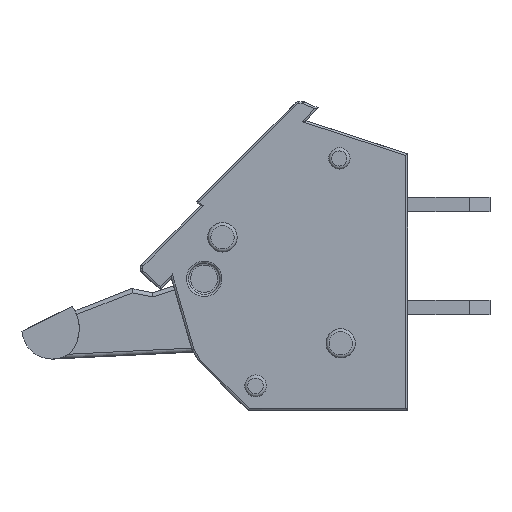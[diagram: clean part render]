
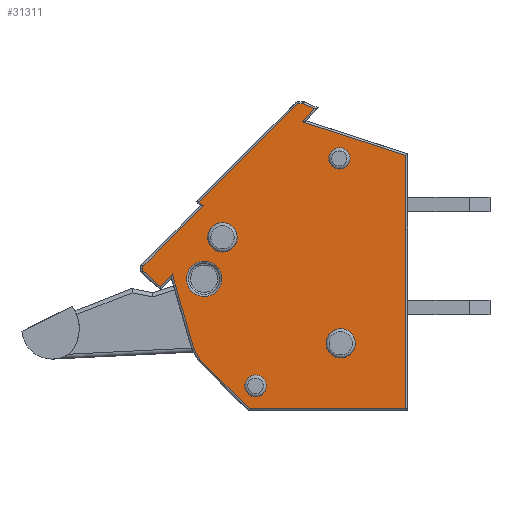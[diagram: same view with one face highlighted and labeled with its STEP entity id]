
A CAD part, left-side view. The second image highlights one B-rep face of the part: STEP entity #31311.
In plain terms, the highlighted planar face has unit normal (-1, 0, 0).
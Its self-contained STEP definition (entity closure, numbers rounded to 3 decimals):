
#188=FACE_BOUND('',#5019,.T.);
#189=FACE_BOUND('',#5020,.T.);
#190=FACE_BOUND('',#5021,.T.);
#191=FACE_BOUND('',#5022,.T.);
#192=FACE_BOUND('',#5023,.T.);
#3157=FACE_OUTER_BOUND('',#5018,.T.);
#5018=EDGE_LOOP('',(#28124,#28125,#28126,#28127,#28128,#28129,#28130,#28131,
#28132,#28133,#28134,#28135,#28136,#28137,#28138,#28139,#28140,#28141,#28142));
#5019=EDGE_LOOP('',(#28143));
#5020=EDGE_LOOP('',(#28144));
#5021=EDGE_LOOP('',(#28145));
#5022=EDGE_LOOP('',(#28146));
#5023=EDGE_LOOP('',(#28147));
#8380=LINE('',#52412,#11747);
#8381=LINE('',#52416,#11748);
#8382=LINE('',#52420,#11749);
#8383=LINE('',#52422,#11750);
#8384=LINE('',#52424,#11751);
#8385=LINE('',#52428,#11752);
#8386=LINE('',#52432,#11753);
#8387=LINE('',#52434,#11754);
#8388=LINE('',#52436,#11755);
#8389=LINE('',#52438,#11756);
#8390=LINE('',#52440,#11757);
#8391=LINE('',#52442,#11758);
#8392=LINE('',#52444,#11759);
#8393=LINE('',#52446,#11760);
#8394=LINE('',#52447,#11761);
#11747=VECTOR('',#43053,10.);
#11748=VECTOR('',#43056,10.);
#11749=VECTOR('',#43059,10.);
#11750=VECTOR('',#43060,10.);
#11751=VECTOR('',#43061,10.);
#11752=VECTOR('',#43064,10.);
#11753=VECTOR('',#43067,10.);
#11754=VECTOR('',#43068,10.);
#11755=VECTOR('',#43069,10.);
#11756=VECTOR('',#43070,10.);
#11757=VECTOR('',#43071,10.);
#11758=VECTOR('',#43072,10.);
#11759=VECTOR('',#43073,10.);
#11760=VECTOR('',#43074,10.);
#11761=VECTOR('',#43075,10.);
#12334=CIRCLE('',#34175,0.861);
#12338=CIRCLE('',#34181,0.15);
#12339=CIRCLE('',#34182,0.15);
#12340=CIRCLE('',#34183,0.15);
#12341=CIRCLE('',#34184,0.15);
#12342=CIRCLE('',#34185,0.715);
#12343=CIRCLE('',#34186,0.531);
#12344=CIRCLE('',#34187,0.518);
#12345=CIRCLE('',#34188,0.71);
#15041=VERTEX_POINT('',#52400);
#15044=VERTEX_POINT('',#52410);
#15045=VERTEX_POINT('',#52411);
#15046=VERTEX_POINT('',#52413);
#15047=VERTEX_POINT('',#52415);
#15048=VERTEX_POINT('',#52417);
#15049=VERTEX_POINT('',#52419);
#15050=VERTEX_POINT('',#52421);
#15051=VERTEX_POINT('',#52423);
#15052=VERTEX_POINT('',#52425);
#15053=VERTEX_POINT('',#52427);
#15054=VERTEX_POINT('',#52429);
#15055=VERTEX_POINT('',#52431);
#15056=VERTEX_POINT('',#52433);
#15057=VERTEX_POINT('',#52435);
#15058=VERTEX_POINT('',#52437);
#15059=VERTEX_POINT('',#52439);
#15060=VERTEX_POINT('',#52441);
#15061=VERTEX_POINT('',#52443);
#15062=VERTEX_POINT('',#52445);
#15063=VERTEX_POINT('',#52448);
#15064=VERTEX_POINT('',#52450);
#15065=VERTEX_POINT('',#52452);
#15066=VERTEX_POINT('',#52454);
#19410=EDGE_CURVE('',#15041,#15041,#12334,.T.);
#19415=EDGE_CURVE('',#15044,#15045,#8380,.T.);
#19416=EDGE_CURVE('',#15046,#15044,#12338,.T.);
#19417=EDGE_CURVE('',#15047,#15046,#8381,.T.);
#19418=EDGE_CURVE('',#15048,#15047,#12339,.T.);
#19419=EDGE_CURVE('',#15049,#15048,#8382,.T.);
#19420=EDGE_CURVE('',#15050,#15049,#8383,.T.);
#19421=EDGE_CURVE('',#15051,#15050,#8384,.T.);
#19422=EDGE_CURVE('',#15052,#15051,#12340,.T.);
#19423=EDGE_CURVE('',#15053,#15052,#8385,.T.);
#19424=EDGE_CURVE('',#15054,#15053,#12341,.T.);
#19425=EDGE_CURVE('',#15055,#15054,#8386,.T.);
#19426=EDGE_CURVE('',#15056,#15055,#8387,.T.);
#19427=EDGE_CURVE('',#15057,#15056,#8388,.T.);
#19428=EDGE_CURVE('',#15058,#15057,#8389,.T.);
#19429=EDGE_CURVE('',#15059,#15058,#8390,.T.);
#19430=EDGE_CURVE('',#15060,#15059,#8391,.T.);
#19431=EDGE_CURVE('',#15061,#15060,#8392,.T.);
#19432=EDGE_CURVE('',#15062,#15061,#8393,.T.);
#19433=EDGE_CURVE('',#15045,#15062,#8394,.T.);
#19434=EDGE_CURVE('',#15063,#15063,#12342,.T.);
#19435=EDGE_CURVE('',#15064,#15064,#12343,.T.);
#19436=EDGE_CURVE('',#15065,#15065,#12344,.T.);
#19437=EDGE_CURVE('',#15066,#15066,#12345,.T.);
#28124=ORIENTED_EDGE('',*,*,#19415,.F.);
#28125=ORIENTED_EDGE('',*,*,#19416,.F.);
#28126=ORIENTED_EDGE('',*,*,#19417,.F.);
#28127=ORIENTED_EDGE('',*,*,#19418,.F.);
#28128=ORIENTED_EDGE('',*,*,#19419,.F.);
#28129=ORIENTED_EDGE('',*,*,#19420,.F.);
#28130=ORIENTED_EDGE('',*,*,#19421,.F.);
#28131=ORIENTED_EDGE('',*,*,#19422,.F.);
#28132=ORIENTED_EDGE('',*,*,#19423,.F.);
#28133=ORIENTED_EDGE('',*,*,#19424,.F.);
#28134=ORIENTED_EDGE('',*,*,#19425,.F.);
#28135=ORIENTED_EDGE('',*,*,#19426,.F.);
#28136=ORIENTED_EDGE('',*,*,#19427,.F.);
#28137=ORIENTED_EDGE('',*,*,#19428,.F.);
#28138=ORIENTED_EDGE('',*,*,#19429,.F.);
#28139=ORIENTED_EDGE('',*,*,#19430,.F.);
#28140=ORIENTED_EDGE('',*,*,#19431,.F.);
#28141=ORIENTED_EDGE('',*,*,#19432,.F.);
#28142=ORIENTED_EDGE('',*,*,#19433,.F.);
#28143=ORIENTED_EDGE('',*,*,#19434,.T.);
#28144=ORIENTED_EDGE('',*,*,#19435,.T.);
#28145=ORIENTED_EDGE('',*,*,#19436,.T.);
#28146=ORIENTED_EDGE('',*,*,#19437,.T.);
#28147=ORIENTED_EDGE('',*,*,#19410,.F.);
#29523=PLANE('',#34180);
#31311=ADVANCED_FACE('',(#3157,#188,#189,#190,#191,#192),#29523,.T.);
#34175=AXIS2_PLACEMENT_3D('',#52401,#43040,#43041);
#34180=AXIS2_PLACEMENT_3D('',#52409,#43051,#43052);
#34181=AXIS2_PLACEMENT_3D('',#52414,#43054,#43055);
#34182=AXIS2_PLACEMENT_3D('',#52418,#43057,#43058);
#34183=AXIS2_PLACEMENT_3D('',#52426,#43062,#43063);
#34184=AXIS2_PLACEMENT_3D('',#52430,#43065,#43066);
#34185=AXIS2_PLACEMENT_3D('',#52449,#43076,#43077);
#34186=AXIS2_PLACEMENT_3D('',#52451,#43078,#43079);
#34187=AXIS2_PLACEMENT_3D('',#52453,#43080,#43081);
#34188=AXIS2_PLACEMENT_3D('',#52455,#43082,#43083);
#43040=DIRECTION('center_axis',(-1.,0.,0.));
#43041=DIRECTION('ref_axis',(0.,0.,-1.));
#43051=DIRECTION('center_axis',(-1.,0.,0.));
#43052=DIRECTION('ref_axis',(0.,0.,1.));
#43053=DIRECTION('',(0.,-0.924,-0.383));
#43054=DIRECTION('center_axis',(1.,0.,0.));
#43055=DIRECTION('ref_axis',(0.,-0.195,0.981));
#43056=DIRECTION('',(0.,-1.,0.));
#43057=DIRECTION('center_axis',(1.,0.,0.));
#43058=DIRECTION('ref_axis',(0.,0.383,0.924));
#43059=DIRECTION('',(0.,-0.706,0.708));
#43060=DIRECTION('',(0.,0.708,0.706));
#43061=DIRECTION('',(0.,-0.706,0.708));
#43062=DIRECTION('center_axis',(1.,0.,0.));
#43063=DIRECTION('ref_axis',(0.,0.924,0.382));
#43064=DIRECTION('',(0.,0.,1.));
#43065=DIRECTION('center_axis',(1.,0.,0.));
#43066=DIRECTION('ref_axis',(0.,0.915,-0.403));
#43067=DIRECTION('',(0.,0.737,0.676));
#43068=DIRECTION('',(0.,0.676,-0.737));
#43069=DIRECTION('',(0.,0.278,0.96));
#43070=DIRECTION('',(0.,0.504,0.864));
#43071=DIRECTION('',(0.,0.708,0.706));
#43072=DIRECTION('',(0.,1.,0.));
#43073=DIRECTION('',(0.,0.,-1.));
#43074=DIRECTION('',(0.,-0.951,-0.309));
#43075=DIRECTION('',(0.,0.676,-0.737));
#43076=DIRECTION('center_axis',(1.,0.,0.));
#43077=DIRECTION('ref_axis',(0.,0.,-1.));
#43078=DIRECTION('center_axis',(1.,0.,0.));
#43079=DIRECTION('ref_axis',(0.,0.,-1.));
#43080=DIRECTION('center_axis',(1.,0.,0.));
#43081=DIRECTION('ref_axis',(0.,0.,-1.));
#43082=DIRECTION('center_axis',(1.,0.,0.));
#43083=DIRECTION('ref_axis',(0.,0.,-1.));
#52400=CARTESIAN_POINT('',(-3.45,9.882,-0.244));
#52401=CARTESIAN_POINT('Origin',(-3.45,9.882,-1.105));
#52409=CARTESIAN_POINT('Origin',(-3.45,0.252,-1.222));
#52410=CARTESIAN_POINT('',(-3.45,5.062,7.389));
#52411=CARTESIAN_POINT('',(-3.45,4.514,7.161));
#52412=CARTESIAN_POINT('',(-3.45,1.146,5.763));
#52413=CARTESIAN_POINT('',(-3.45,5.119,7.4));
#52414=CARTESIAN_POINT('Origin',(-3.45,5.119,7.25));
#52415=CARTESIAN_POINT('',(-3.45,5.289,7.4));
#52416=CARTESIAN_POINT('',(-3.45,2.686,7.4));
#52417=CARTESIAN_POINT('',(-3.45,5.396,7.356));
#52418=CARTESIAN_POINT('Origin',(-3.45,5.289,7.25));
#52419=CARTESIAN_POINT('',(-3.45,10.113,2.627));
#52420=CARTESIAN_POINT('',(-3.45,6.257,6.492));
#52421=CARTESIAN_POINT('',(-3.45,9.93,2.444));
#52422=CARTESIAN_POINT('',(-3.45,6.715,-0.763));
#52423=CARTESIAN_POINT('',(-3.45,12.856,-0.489));
#52424=CARTESIAN_POINT('',(-3.45,8.468,3.91));
#52425=CARTESIAN_POINT('',(-3.45,12.9,-0.595));
#52426=CARTESIAN_POINT('Origin',(-3.45,12.75,-0.595));
#52427=CARTESIAN_POINT('',(-3.45,12.9,-0.623));
#52428=CARTESIAN_POINT('',(-3.45,12.9,-0.908));
#52429=CARTESIAN_POINT('',(-3.45,12.851,-0.733));
#52430=CARTESIAN_POINT('Origin',(-3.45,12.75,-0.623));
#52431=CARTESIAN_POINT('',(-3.45,12.013,-1.502));
#52432=CARTESIAN_POINT('',(-3.45,9.306,-3.983));
#52433=CARTESIAN_POINT('',(-3.45,11.436,-0.872));
#52434=CARTESIAN_POINT('',(-3.45,9.292,1.467));
#52435=CARTESIAN_POINT('',(-3.45,10.375,-4.532));
#52436=CARTESIAN_POINT('',(-3.45,10.931,-2.614));
#52437=CARTESIAN_POINT('',(-3.45,10.088,-5.023));
#52438=CARTESIAN_POINT('',(-3.45,9.812,-5.495));
#52439=CARTESIAN_POINT('',(-3.45,7.705,-7.4));
#52440=CARTESIAN_POINT('',(-3.45,8.578,-6.53));
#52441=CARTESIAN_POINT('',(-3.45,0.1,-7.4));
#52442=CARTESIAN_POINT('',(-3.45,0.376,-7.4));
#52443=CARTESIAN_POINT('',(-3.45,0.1,4.89));
#52444=CARTESIAN_POINT('',(-3.45,0.1,-4.361));
#52445=CARTESIAN_POINT('',(-3.45,5.104,6.518));
#52446=CARTESIAN_POINT('',(-3.45,-0.765,4.608));
#52447=CARTESIAN_POINT('',(-3.45,5.871,5.681));
#52448=CARTESIAN_POINT('',(-3.45,8.994,1.625));
#52449=CARTESIAN_POINT('Origin',(-3.45,8.994,0.909));
#52450=CARTESIAN_POINT('',(-3.45,7.388,-5.78));
#52451=CARTESIAN_POINT('Origin',(-3.45,7.388,-6.311));
#52452=CARTESIAN_POINT('',(-3.45,3.316,5.256));
#52453=CARTESIAN_POINT('Origin',(-3.45,3.316,4.738));
#52454=CARTESIAN_POINT('',(-3.45,3.252,-3.532));
#52455=CARTESIAN_POINT('Origin',(-3.45,3.252,-4.242));
